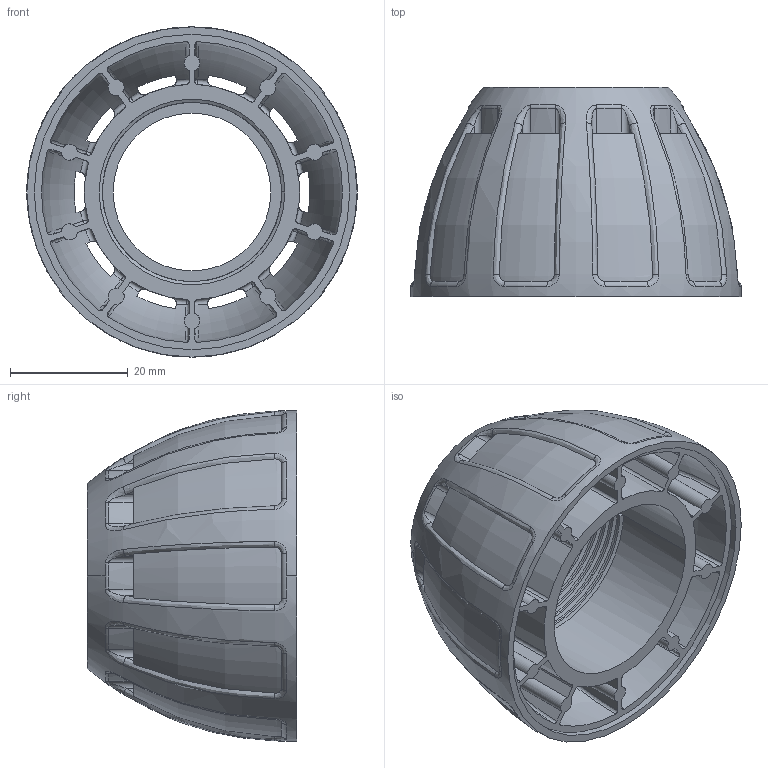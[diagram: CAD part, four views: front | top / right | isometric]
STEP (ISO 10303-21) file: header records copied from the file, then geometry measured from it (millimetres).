
FILE_DESCRIPTION((''),'2;1');
FILE_NAME('182890_ASM','2014-08-08T',('pdmadmin'),(''),'PRO/ENGINEER BY PARAMETRIC TECHNOLOGY CORPORATION, 2013230','PRO/ENGINEER BY PARAMETRIC TECHNOLOGY CORPORATION, 2013230','');
FILE_SCHEMA(('CONFIG_CONTROL_DESIGN'));
Length unit declared in the file: millimetre
Products named in the file (2): 180913; 182890_ASM
Assembly tree (1 placements, depth 2):
  182890_ASM
    180913
Bounding box: 56.02 x 35.5 x 56.01 mm (x, y, z)
Volume: 22653 mm3; surface area: 20071.5 mm2
Topology: 1 solids, 1 shells, 343 faces, 926 edges, 585 vertices
Faces by surface type: cylinder 99, bspline 96, plane 76, torus 40, revolution 22, sphere 10
Entity records: 19395 total; most frequent: CARTESIAN_POINT 11650, ORIENTED_EDGE 1852, DIRECTION 1286, EDGE_CURVE 926, VERTEX_POINT 585, AXIS2_PLACEMENT_3D 527, B_SPLINE_CURVE_WITH_KNOTS 439, EDGE_LOOP 365
